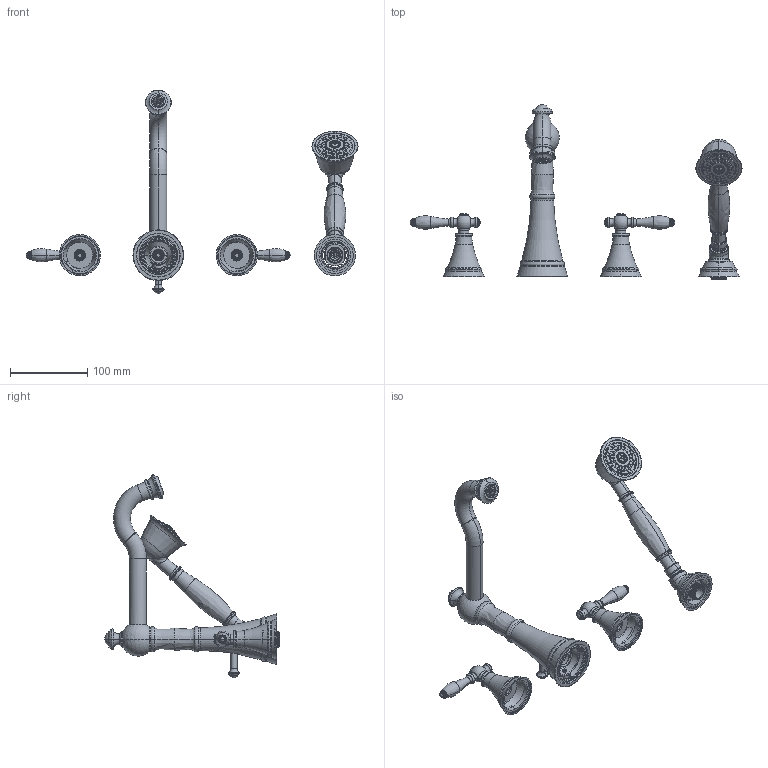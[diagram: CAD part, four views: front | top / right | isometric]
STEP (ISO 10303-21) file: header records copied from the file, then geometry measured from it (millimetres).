
FILE_DESCRIPTION((''),'2;1');
FILE_NAME('3-8007_ASM','2015-07-21T',('rsmith'),(''),'PRO/ENGINEER BY PARAMETRIC TECHNOLOGY CORPORATION, 2013150','PRO/ENGINEER BY PARAMETRIC TECHNOLOGY CORPORATION, 2013150','');
FILE_SCHEMA(('CONFIG_CONTROL_DESIGN'));
Length unit declared in the file: millimetre
Products named in the file (27): CTYB0620_1; CTFB0044_1; ATBF0172_1_ASM; CTST0137_1; CTWR0021_1; CTQP0029_1; CTXB0043_1; CTRR0082_1; CTRR0138_1; CTMBXXXX_3; 3-486_ASM; B000095_2; Z000056_3; CTRP0082_2; CTRR0149_2; CTSTXXXX_2; CTHB00XX_2; CTRR0042_1; 3-487_ASM; NCIP-062; 50304; CTNB0338; CTSB0157; CTWR0341; ATBE0043; CTRR0009; 3-8007_ASM
Assembly tree (27 placements, depth 4):
  3-8007_ASM
    3-486_ASM
      ATBF0172_1_ASM
        CTYB0620_1
        CTFB0044_1
      CTST0137_1
      CTWR0021_1
      CTQP0029_1
      CTXB0043_1
      CTRR0082_1
      CTRR0138_1
      CTMBXXXX_3
    3-487_ASM  x2
      B000095_2
      Z000056_3
      CTRP0082_2
      CTRR0149_2
      CTSTXXXX_2
      CTHB00XX_2
      CTRR0042_1
    NCIP-062
    50304
    CTNB0338
    CTSB0157
    CTWR0341
    ATBE0043
    CTRR0009
Bounding box: 429.76 x 226.27 x 263.66 mm (x, y, z)
Volume: 273773.1 mm3; surface area: 192013.9 mm2
Topology: 30 solids, 31 shells, 1324 faces, 3586 edges, 2340 vertices
Faces by surface type: cylinder 430, torus 330, plane 290, cone 158, bspline 75, sphere 32, revolution 8, extrusion 1
Entity records: 44399 total; most frequent: CARTESIAN_POINT 16057, DIRECTION 6396, ORIENTED_EDGE 5698, EDGE_CURVE 2851, AXIS2_PLACEMENT_3D 2815, VERTEX_POINT 1871, CIRCLE 1750, EDGE_LOOP 1254
